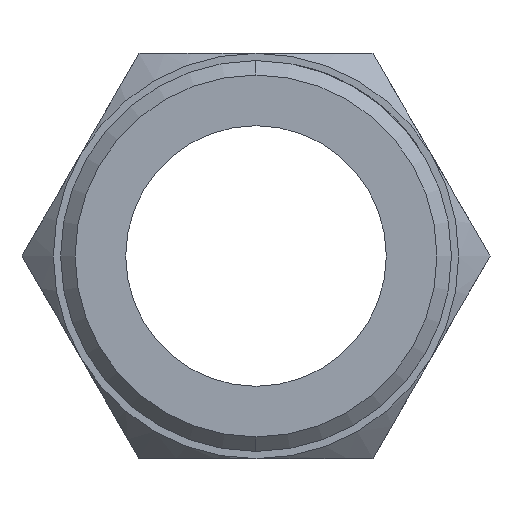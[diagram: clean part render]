
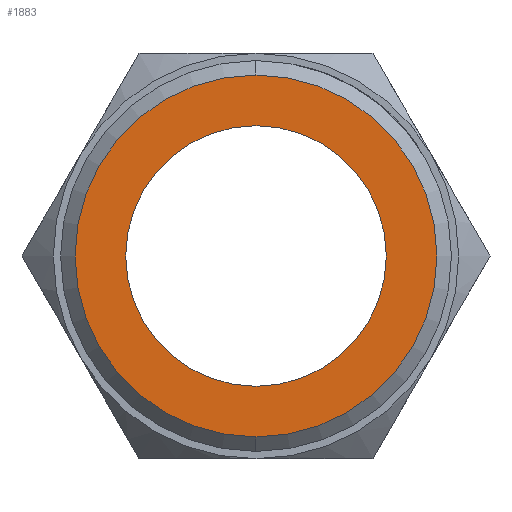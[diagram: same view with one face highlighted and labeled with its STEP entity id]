
A CAD part, left-side view. The second image highlights one B-rep face of the part: STEP entity #1883.
In plain terms, the highlighted planar face has unit normal (-1, 0, 0).
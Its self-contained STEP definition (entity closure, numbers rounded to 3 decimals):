
#290 = ORIENTED_EDGE ( 'NONE', *, *, #4836, .T. ) ;
#303 = ORIENTED_EDGE ( 'NONE', *, *, #5188, .T. ) ;
#474 = AXIS2_PLACEMENT_3D ( 'NONE', #2511, #4168, #3883 ) ;
#561 = CIRCLE ( 'NONE', #1865, 6.25 ) ;
#586 = VERTEX_POINT ( 'NONE', #4823 ) ;
#603 = EDGE_CURVE ( 'NONE', #4230, #4629, #561, .T. ) ;
#647 = ORIENTED_EDGE ( 'NONE', *, *, #5012, .T. ) ;
#794 = EDGE_LOOP ( 'NONE', ( #1073, #647 ) ) ;
#858 = FACE_BOUND ( 'NONE', #4330, .T. ) ;
#873 = DIRECTION ( 'NONE',  ( 0., 0., -1. ) ) ;
#916 = CARTESIAN_POINT ( 'NONE',  ( 0., 0., 6.25 ) ) ;
#1073 = ORIENTED_EDGE ( 'NONE', *, *, #603, .T. ) ;
#1156 = CARTESIAN_POINT ( 'NONE',  ( 0., 0., 0. ) ) ;
#1184 = CIRCLE ( 'NONE', #4213, 6.25 ) ;
#1296 = PLANE ( 'NONE',  #474 ) ;
#1752 = DIRECTION ( 'NONE',  ( 0., 0., -1. ) ) ;
#1865 = AXIS2_PLACEMENT_3D ( 'NONE', #1156, #3231, #2804 ) ;
#1883 = ADVANCED_FACE ( 'NONE', ( #3728, #858 ), #1296, .F. ) ;
#2058 = DIRECTION ( 'NONE',  ( 1., 0., 0. ) ) ;
#2483 = AXIS2_PLACEMENT_3D ( 'NONE', #5356, #5007, #873 ) ;
#2511 = CARTESIAN_POINT ( 'NONE',  ( 0., 0., 0. ) ) ;
#2541 = CARTESIAN_POINT ( 'NONE',  ( 0., 0., 0. ) ) ;
#2804 = DIRECTION ( 'NONE',  ( 0., 0., -1. ) ) ;
#3102 = CARTESIAN_POINT ( 'NONE',  ( 0., 0., -6.25 ) ) ;
#3231 = DIRECTION ( 'NONE',  ( -1., 0., 0. ) ) ;
#3345 = CIRCLE ( 'NONE', #5254, 4.5 ) ;
#3597 = CARTESIAN_POINT ( 'NONE',  ( 0., 0., 0. ) ) ;
#3728 = FACE_OUTER_BOUND ( 'NONE', #794, .T. ) ;
#3784 = DIRECTION ( 'NONE',  ( -1., 0., 0. ) ) ;
#3878 = VERTEX_POINT ( 'NONE', #4309 ) ;
#3883 = DIRECTION ( 'NONE',  ( 0., 0., -1. ) ) ;
#4168 = DIRECTION ( 'NONE',  ( 1., 0., 0. ) ) ;
#4213 = AXIS2_PLACEMENT_3D ( 'NONE', #2541, #3784, #1752 ) ;
#4230 = VERTEX_POINT ( 'NONE', #3102 ) ;
#4309 = CARTESIAN_POINT ( 'NONE',  ( 0., 0., -4.5 ) ) ;
#4330 = EDGE_LOOP ( 'NONE', ( #290, #303 ) ) ;
#4629 = VERTEX_POINT ( 'NONE', #916 ) ;
#4653 = CIRCLE ( 'NONE', #2483, 4.5 ) ;
#4823 = CARTESIAN_POINT ( 'NONE',  ( 0., 0., 4.5 ) ) ;
#4836 = EDGE_CURVE ( 'NONE', #586, #3878, #3345, .T. ) ;
#4937 = DIRECTION ( 'NONE',  ( 0., 0., -1. ) ) ;
#5007 = DIRECTION ( 'NONE',  ( 1., 0., 0. ) ) ;
#5012 = EDGE_CURVE ( 'NONE', #4629, #4230, #1184, .T. ) ;
#5188 = EDGE_CURVE ( 'NONE', #3878, #586, #4653, .T. ) ;
#5254 = AXIS2_PLACEMENT_3D ( 'NONE', #3597, #2058, #4937 ) ;
#5356 = CARTESIAN_POINT ( 'NONE',  ( 0., 0., 0. ) ) ;
